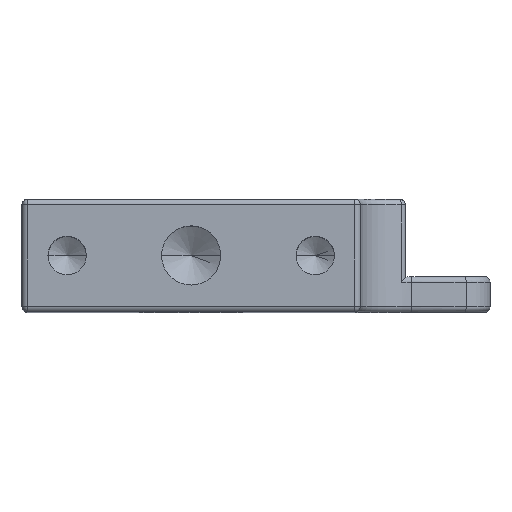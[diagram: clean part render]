
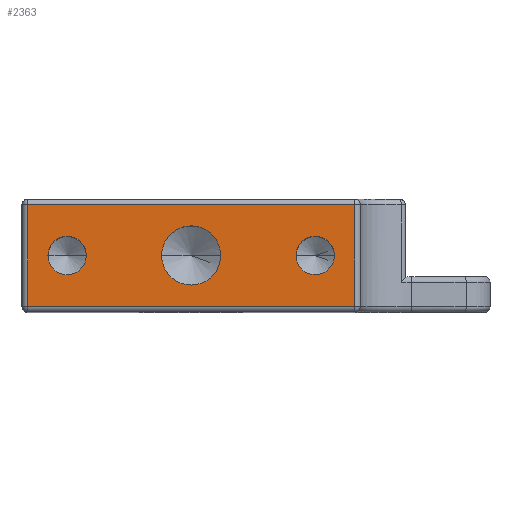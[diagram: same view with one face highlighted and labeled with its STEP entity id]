
A CAD part, top view. The second image highlights one B-rep face of the part: STEP entity #2363.
In plain terms, the highlighted planar face has unit normal (0, 0, 1).
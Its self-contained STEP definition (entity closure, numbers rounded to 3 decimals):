
#54 = EDGE_CURVE ( 'NONE', #3024, #3209, #3464, .T. ) ;
#65 = DIRECTION ( 'NONE',  ( 0., 0., 1. ) ) ;
#72 = CARTESIAN_POINT ( 'NONE',  ( 20.34, 20., -8. ) ) ;
#87 = DIRECTION ( 'NONE',  ( 1., 0., 0. ) ) ;
#104 = EDGE_CURVE ( 'NONE', #2330, #562, #2410, .T. ) ;
#109 = DIRECTION ( 'NONE',  ( 0., 0., -1. ) ) ;
#141 = DIRECTION ( 'NONE',  ( 0., 0., 1. ) ) ;
#142 = DIRECTION ( 'NONE',  ( 0., 0., 1. ) ) ;
#160 = DIRECTION ( 'NONE',  ( 1., 0., 0. ) ) ;
#168 = ORIENTED_EDGE ( 'NONE', *, *, #54, .F. ) ;
#308 = ORIENTED_EDGE ( 'NONE', *, *, #2367, .F. ) ;
#310 = LINE ( 'NONE', #1319, #321 ) ;
#321 = VECTOR ( 'NONE', #1834, 1000. ) ;
#346 = DIRECTION ( 'NONE',  ( 1., 0., 0. ) ) ;
#358 = VERTEX_POINT ( 'NONE', #1096 ) ;
#377 = ORIENTED_EDGE ( 'NONE', *, *, #2757, .T. ) ;
#398 = AXIS2_PLACEMENT_3D ( 'NONE', #985, #1548, #515 ) ;
#404 = CARTESIAN_POINT ( 'NONE',  ( -9.66, 10., -8. ) ) ;
#405 = EDGE_CURVE ( 'NONE', #3209, #3024, #1937, .T. ) ;
#414 = LINE ( 'NONE', #912, #1223 ) ;
#434 = ORIENTED_EDGE ( 'NONE', *, *, #3259, .T. ) ;
#515 = DIRECTION ( 'NONE',  ( 1., 0., 0. ) ) ;
#562 = VERTEX_POINT ( 'NONE', #1170 ) ;
#576 = EDGE_CURVE ( 'NONE', #3114, #358, #1908, .T. ) ;
#588 = AXIS2_PLACEMENT_3D ( 'NONE', #72, #109, #2291 ) ;
#645 = CIRCLE ( 'NONE', #3060, 3.4 ) ;
#665 = CARTESIAN_POINT ( 'NONE',  ( -31.66, 10., -8. ) ) ;
#666 = CARTESIAN_POINT ( 'NONE',  ( -38.66, 1., -8. ) ) ;
#697 = DIRECTION ( 'NONE',  ( 0., 0., 1. ) ) ;
#715 = VECTOR ( 'NONE', #2369, 1000. ) ;
#753 = DIRECTION ( 'NONE',  ( 0., 0., 1. ) ) ;
#758 = AXIS2_PLACEMENT_3D ( 'NONE', #404, #142, #87 ) ;
#844 = VERTEX_POINT ( 'NONE', #1284 ) ;
#901 = EDGE_CURVE ( 'NONE', #844, #2330, #310, .T. ) ;
#912 = CARTESIAN_POINT ( 'NONE',  ( -38.66, 20., -8. ) ) ;
#985 = CARTESIAN_POINT ( 'NONE',  ( 12.34, 10., -8. ) ) ;
#1018 = ORIENTED_EDGE ( 'NONE', *, *, #405, .F. ) ;
#1037 = CIRCLE ( 'NONE', #758, 5.25 ) ;
#1096 = CARTESIAN_POINT ( 'NONE',  ( 15.74, 10., -8. ) ) ;
#1101 = CARTESIAN_POINT ( 'NONE',  ( -28.26, 10., -8. ) ) ;
#1121 = CARTESIAN_POINT ( 'NONE',  ( 8.94, 10., -8. ) ) ;
#1170 = CARTESIAN_POINT ( 'NONE',  ( -38.66, 19., -8. ) ) ;
#1223 = VECTOR ( 'NONE', #1978, 1000. ) ;
#1240 = CARTESIAN_POINT ( 'NONE',  ( -9.66, 10., -8. ) ) ;
#1258 = CARTESIAN_POINT ( 'NONE',  ( 12.34, 10., -8. ) ) ;
#1284 = CARTESIAN_POINT ( 'NONE',  ( 19.34, 1., -8. ) ) ;
#1319 = CARTESIAN_POINT ( 'NONE',  ( 19.34, 20., -8. ) ) ;
#1328 = AXIS2_PLACEMENT_3D ( 'NONE', #665, #697, #2823 ) ;
#1548 = DIRECTION ( 'NONE',  ( 0., 0., 1. ) ) ;
#1572 = CARTESIAN_POINT ( 'NONE',  ( -39.66, 19., -8. ) ) ;
#1696 = CARTESIAN_POINT ( 'NONE',  ( 19.34, 19., -8. ) ) ;
#1754 = PLANE ( 'NONE',  #588 ) ;
#1834 = DIRECTION ( 'NONE',  ( 0., 1., 0. ) ) ;
#1842 = CARTESIAN_POINT ( 'NONE',  ( -4.41, 10., -8. ) ) ;
#1863 = EDGE_LOOP ( 'NONE', ( #377, #2480, #2172, #434 ) ) ;
#1869 = CARTESIAN_POINT ( 'NONE',  ( -31.66, 10., -8. ) ) ;
#1908 = CIRCLE ( 'NONE', #398, 3.4 ) ;
#1937 = CIRCLE ( 'NONE', #2390, 3.4 ) ;
#1978 = DIRECTION ( 'NONE',  ( 0., -1., 0. ) ) ;
#2172 = ORIENTED_EDGE ( 'NONE', *, *, #104, .T. ) ;
#2203 = ORIENTED_EDGE ( 'NONE', *, *, #2408, .F. ) ;
#2259 = FACE_BOUND ( 'NONE', #3415, .T. ) ;
#2275 = DIRECTION ( 'NONE',  ( 1., 0., 0. ) ) ;
#2291 = DIRECTION ( 'NONE',  ( -1., 0., 0. ) ) ;
#2330 = VERTEX_POINT ( 'NONE', #1696 ) ;
#2363 = ADVANCED_FACE ( 'NONE', ( #2548, #2259, #2496, #2793 ), #1754, .F. ) ;
#2367 = EDGE_CURVE ( 'NONE', #2940, #3141, #1037, .T. ) ;
#2369 = DIRECTION ( 'NONE',  ( -1., 0., 0. ) ) ;
#2390 = AXIS2_PLACEMENT_3D ( 'NONE', #1869, #65, #346 ) ;
#2392 = EDGE_LOOP ( 'NONE', ( #168, #1018 ) ) ;
#2408 = EDGE_CURVE ( 'NONE', #358, #3114, #645, .T. ) ;
#2410 = LINE ( 'NONE', #1572, #715 ) ;
#2480 = ORIENTED_EDGE ( 'NONE', *, *, #901, .T. ) ;
#2496 = FACE_BOUND ( 'NONE', #2392, .T. ) ;
#2532 = CARTESIAN_POINT ( 'NONE',  ( 20.34, 1., -8. ) ) ;
#2548 = FACE_BOUND ( 'NONE', #3461, .T. ) ;
#2694 = ORIENTED_EDGE ( 'NONE', *, *, #2765, .F. ) ;
#2751 = VERTEX_POINT ( 'NONE', #666 ) ;
#2757 = EDGE_CURVE ( 'NONE', #2751, #844, #3387, .T. ) ;
#2765 = EDGE_CURVE ( 'NONE', #3141, #2940, #2952, .T. ) ;
#2790 = AXIS2_PLACEMENT_3D ( 'NONE', #1240, #141, #160 ) ;
#2793 = FACE_OUTER_BOUND ( 'NONE', #1863, .T. ) ;
#2823 = DIRECTION ( 'NONE',  ( 1., 0., 0. ) ) ;
#2896 = DIRECTION ( 'NONE',  ( 1., 0., 0. ) ) ;
#2940 = VERTEX_POINT ( 'NONE', #1842 ) ;
#2952 = CIRCLE ( 'NONE', #2790, 5.25 ) ;
#3024 = VERTEX_POINT ( 'NONE', #1101 ) ;
#3060 = AXIS2_PLACEMENT_3D ( 'NONE', #1258, #753, #2896 ) ;
#3114 = VERTEX_POINT ( 'NONE', #1121 ) ;
#3122 = CARTESIAN_POINT ( 'NONE',  ( -35.06, 10., -8. ) ) ;
#3141 = VERTEX_POINT ( 'NONE', #3383 ) ;
#3209 = VERTEX_POINT ( 'NONE', #3122 ) ;
#3259 = EDGE_CURVE ( 'NONE', #562, #2751, #414, .T. ) ;
#3305 = ORIENTED_EDGE ( 'NONE', *, *, #576, .F. ) ;
#3347 = VECTOR ( 'NONE', #2275, 1000. ) ;
#3383 = CARTESIAN_POINT ( 'NONE',  ( -14.91, 10., -8. ) ) ;
#3387 = LINE ( 'NONE', #2532, #3347 ) ;
#3415 = EDGE_LOOP ( 'NONE', ( #2203, #3305 ) ) ;
#3461 = EDGE_LOOP ( 'NONE', ( #308, #2694 ) ) ;
#3464 = CIRCLE ( 'NONE', #1328, 3.4 ) ;
